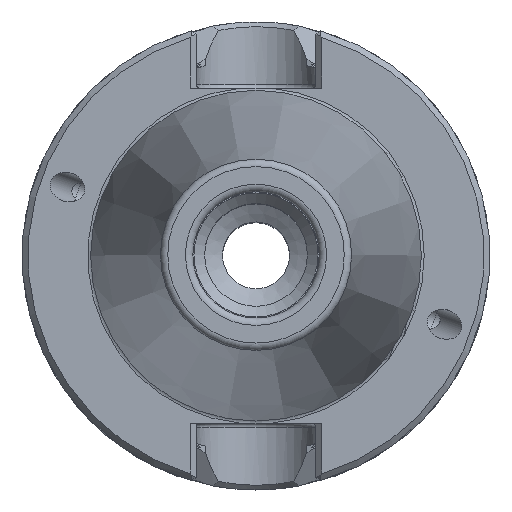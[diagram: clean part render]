
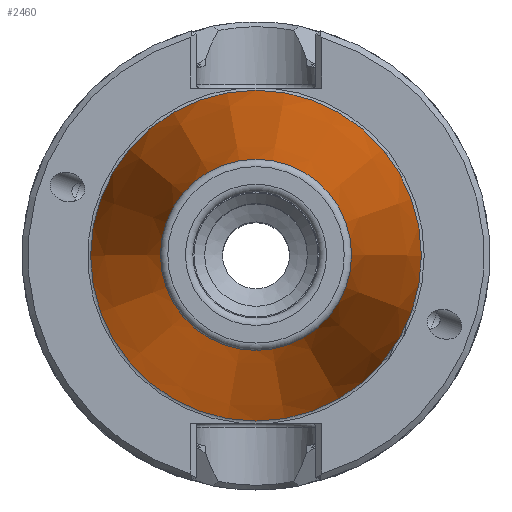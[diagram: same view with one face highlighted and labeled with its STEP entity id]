
A CAD part, top view. The second image highlights one B-rep face of the part: STEP entity #2460.
In plain terms, the highlighted conical face has half-angle 8.297 degrees and reference radius 12.871 mm.
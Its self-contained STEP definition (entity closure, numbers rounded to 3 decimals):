
#245=CONICAL_SURFACE('',#2630,12.871,0.145);
#300=CIRCLE('',#2625,12.871);
#303=CIRCLE('',#2631,22.268);
#432=ORIENTED_EDGE('',*,*,#834,.T.);
#433=ORIENTED_EDGE('',*,*,#830,.F.);
#830=EDGE_CURVE('',#1052,#1052,#300,.T.);
#834=EDGE_CURVE('',#1057,#1057,#303,.T.);
#1052=VERTEX_POINT('',#3424);
#1057=VERTEX_POINT('',#3450);
#1319=EDGE_LOOP('',(#432));
#1320=EDGE_LOOP('',(#433));
#1504=FACE_BOUND('',#1319,.T.);
#1505=FACE_BOUND('',#1320,.T.);
#2460=ADVANCED_FACE('',(#1504,#1505),#245,.T.);
#2625=AXIS2_PLACEMENT_3D('',#3423,#2934,#2935);
#2630=AXIS2_PLACEMENT_3D('',#3448,#2944,#2945);
#2631=AXIS2_PLACEMENT_3D('',#3449,#2946,#2947);
#2934=DIRECTION('',(0.,0.,1.));
#2935=DIRECTION('',(1.,0.,0.));
#2944=DIRECTION('',(0.,0.,-1.));
#2945=DIRECTION('',(-1.,0.,0.));
#2946=DIRECTION('',(0.,0.,1.));
#2947=DIRECTION('',(1.,0.,0.));
#3423=CARTESIAN_POINT('',(0.,0.,64.544));
#3424=CARTESIAN_POINT('',(12.871,0.,64.544));
#3448=CARTESIAN_POINT('',(0.,0.,64.544));
#3449=CARTESIAN_POINT('',(0.,0.,0.106));
#3450=CARTESIAN_POINT('',(22.268,0.,0.106));
